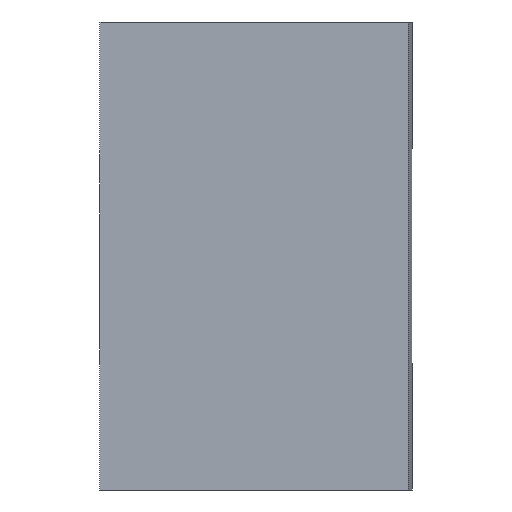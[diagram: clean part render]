
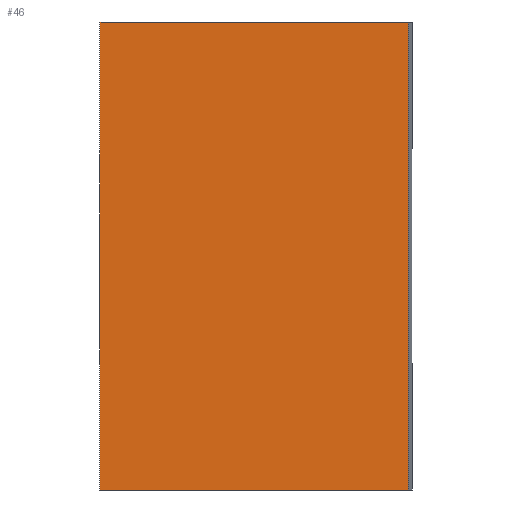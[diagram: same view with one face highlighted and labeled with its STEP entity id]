
A CAD part, left-side view. The second image highlights one B-rep face of the part: STEP entity #46.
In plain terms, the highlighted planar face has unit normal (-1, 0, 0).
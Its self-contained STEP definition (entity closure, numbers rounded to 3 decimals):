
#46 = ADVANCED_FACE( '', ( #95 ), #96, .F. );
#95 = FACE_OUTER_BOUND( '', #145, .T. );
#96 = PLANE( '', #146 );
#145 = EDGE_LOOP( '', ( #217, #218, #219, #220 ) );
#146 = AXIS2_PLACEMENT_3D( '', #221, #222, #223 );
#217 = ORIENTED_EDGE( '', *, *, #316, .T. );
#218 = ORIENTED_EDGE( '', *, *, #335, .F. );
#219 = ORIENTED_EDGE( '', *, *, #330, .F. );
#220 = ORIENTED_EDGE( '', *, *, #336, .T. );
#221 = CARTESIAN_POINT( '', ( 0., 0., 6. ) );
#222 = DIRECTION( '', ( 1., 0., 0. ) );
#223 = DIRECTION( '', ( 0., 0., -1. ) );
#316 = EDGE_CURVE( '', #373, #374, #375, .T. );
#330 = EDGE_CURVE( '', #397, #398, #399, .T. );
#335 = EDGE_CURVE( '', #398, #374, #405, .T. );
#336 = EDGE_CURVE( '', #397, #373, #406, .T. );
#373 = VERTEX_POINT( '', #456 );
#374 = VERTEX_POINT( '', #457 );
#375 = LINE( '', #458, #459 );
#397 = VERTEX_POINT( '', #490 );
#398 = VERTEX_POINT( '', #491 );
#399 = LINE( '', #492, #493 );
#405 = LINE( '', #500, #501 );
#406 = LINE( '', #502, #503 );
#456 = CARTESIAN_POINT( '', ( 0., 0., -6. ) );
#457 = CARTESIAN_POINT( '', ( 0., -7.909, -6. ) );
#458 = CARTESIAN_POINT( '', ( 0., 0., -6. ) );
#459 = VECTOR( '', #583, 1000. );
#490 = CARTESIAN_POINT( '', ( 0., 0., 6. ) );
#491 = CARTESIAN_POINT( '', ( 0., -7.909, 6. ) );
#492 = CARTESIAN_POINT( '', ( 0., 0., 6. ) );
#493 = VECTOR( '', #599, 1000. );
#500 = CARTESIAN_POINT( '', ( 0., -7.909, 6. ) );
#501 = VECTOR( '', #607, 1000. );
#502 = CARTESIAN_POINT( '', ( 0., 0., 6. ) );
#503 = VECTOR( '', #608, 1000. );
#583 = DIRECTION( '', ( 0., -1., 0. ) );
#599 = DIRECTION( '', ( 0., -1., 0. ) );
#607 = DIRECTION( '', ( 0., 0., -1. ) );
#608 = DIRECTION( '', ( 0., 0., -1. ) );
